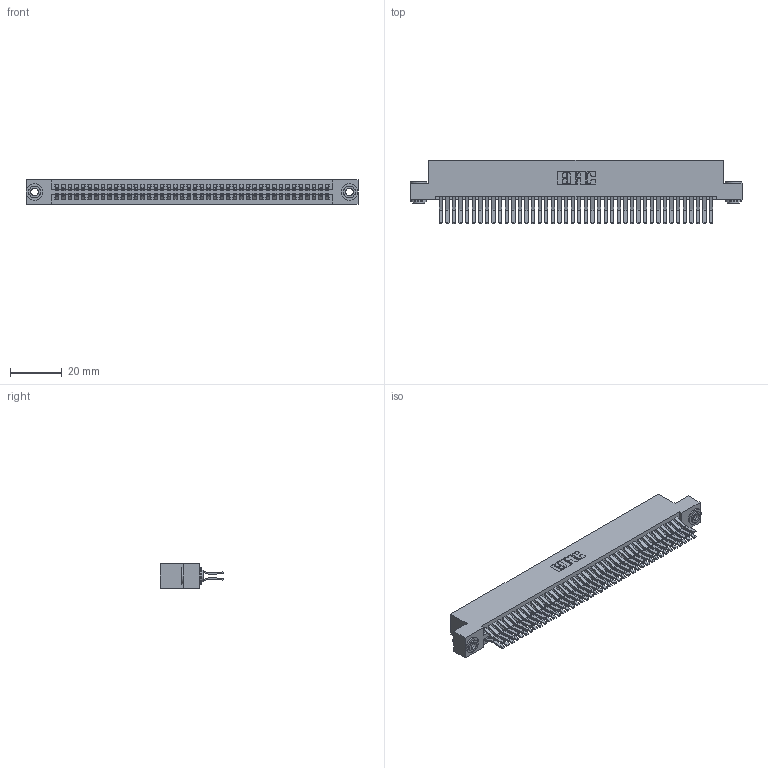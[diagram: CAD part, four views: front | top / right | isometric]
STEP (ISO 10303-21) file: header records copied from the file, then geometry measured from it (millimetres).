
FILE_DESCRIPTION (( 'STEP AP203' ), '1' );
FILE_NAME ('395-084-560-203.STEP', '2019-10-25T10:41:12', ( '' ), ( '' ), 'SwSTEP 2.0', 'SolidWorks 2016', '' );
FILE_SCHEMA (( 'CONFIG_CONTROL_DESIGN' ));
Length unit declared in the file: inch
Products named in the file (4): 345-250-002_345-250-002-102; 395-084-560-203; 345 Part_Flush Mounting Lugs - 0.156 Dia-TH; 345-292-001_560 Tail
Assembly tree (87 placements, depth 2):
  395-084-560-203
    345 Part_Flush Mounting Lugs - 0.156 Dia-TH
    345-292-001_560 Tail  x84
    345-250-002_345-250-002-102  x2
Bounding box: 127.89 x 24.45 x 9.4 mm (x, y, z)
Volume: 12993.3 mm3; surface area: 20827.2 mm2
Topology: 87 solids, 87 shells, 4532 faces, 13437 edges, 8842 vertices
Faces by surface type: plane 2862, cylinder 1662, cone 8
Entity records: 33692 total; most frequent: CARTESIAN_POINT 5623, ORIENTED_EDGE 5550, DIRECTION 4993, EDGE_CURVE 2775, LINE 2447, VECTOR 2447, VERTEX_POINT 1846, AXIS2_PLACEMENT_3D 1273
